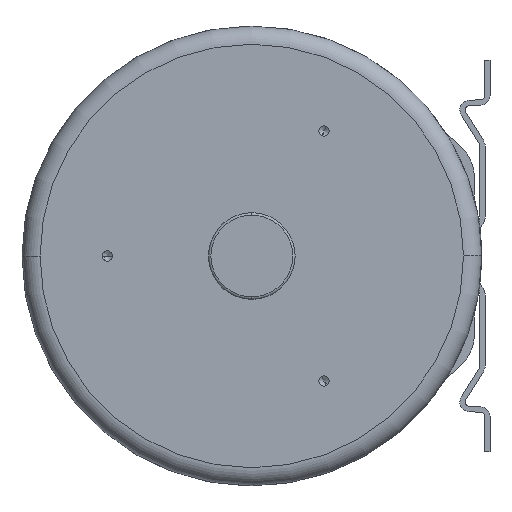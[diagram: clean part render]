
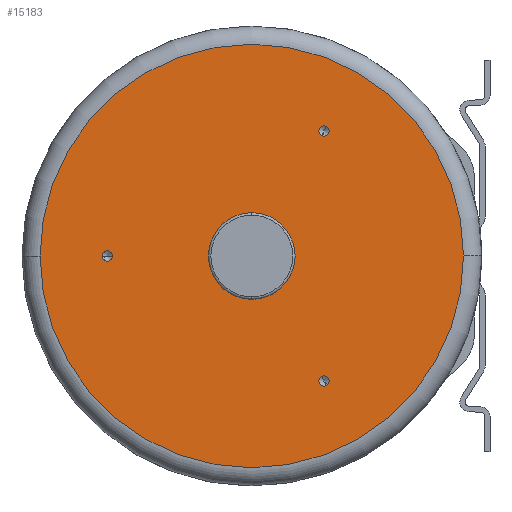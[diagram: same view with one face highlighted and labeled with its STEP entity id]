
A CAD part, left-side view. The second image highlights one B-rep face of the part: STEP entity #15183.
In plain terms, the highlighted planar face has unit normal (-1, 0, 0).
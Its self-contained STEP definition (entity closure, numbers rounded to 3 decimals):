
#315=CARTESIAN_POINT('',(-105.,0.,0.));
#316=DIRECTION('',(-1.,0.,0.));
#317=DIRECTION('',(0.,0.,1.));
#318=AXIS2_PLACEMENT_3D('',#315,#316,#317);
#320=CARTESIAN_POINT('',(-105.,0.,0.));
#321=DIRECTION('',(-1.,0.,0.));
#322=DIRECTION('',(0.,0.,-1.));
#323=AXIS2_PLACEMENT_3D('',#320,#321,#322);
#325=CARTESIAN_POINT('',(-105.,120.,0.));
#326=DIRECTION('',(-1.,0.,0.));
#327=DIRECTION('',(0.,1.,0.));
#328=AXIS2_PLACEMENT_3D('',#325,#326,#327);
#330=CARTESIAN_POINT('',(-105.,120.,0.));
#331=DIRECTION('',(-1.,0.,0.));
#332=DIRECTION('',(0.,-1.,0.));
#333=AXIS2_PLACEMENT_3D('',#330,#331,#332);
#335=CARTESIAN_POINT('',(-105.,-60.,103.923));
#336=DIRECTION('',(-1.,0.,0.));
#337=DIRECTION('',(0.,-0.5,0.866));
#338=AXIS2_PLACEMENT_3D('',#335,#336,#337);
#340=CARTESIAN_POINT('',(-105.,-60.,103.923));
#341=DIRECTION('',(-1.,0.,0.));
#342=DIRECTION('',(0.,0.5,-0.866));
#343=AXIS2_PLACEMENT_3D('',#340,#341,#342);
#345=CARTESIAN_POINT('',(-105.,-60.,-103.923));
#346=DIRECTION('',(-1.,0.,0.));
#347=DIRECTION('',(0.,-0.5,-0.866));
#348=AXIS2_PLACEMENT_3D('',#345,#346,#347);
#350=CARTESIAN_POINT('',(-105.,-60.,-103.923));
#351=DIRECTION('',(-1.,0.,0.));
#352=DIRECTION('',(0.,0.5,0.866));
#353=AXIS2_PLACEMENT_3D('',#350,#351,#352);
#355=CARTESIAN_POINT('',(-105.,0.,0.));
#356=DIRECTION('',(-1.,0.,0.));
#357=DIRECTION('',(0.,1.,0.));
#358=AXIS2_PLACEMENT_3D('',#355,#356,#357);
#360=CARTESIAN_POINT('',(-105.,0.,0.));
#361=DIRECTION('',(-1.,0.,0.));
#362=DIRECTION('',(0.,-1.,0.));
#363=AXIS2_PLACEMENT_3D('',#360,#361,#362);
#12921=CARTESIAN_POINT('',(-105.,124.25,0.));
#12922=CARTESIAN_POINT('',(-105.,115.75,0.));
#12923=VERTEX_POINT('',#12921);
#12924=VERTEX_POINT('',#12922);
#12931=CARTESIAN_POINT('',(-105.,-62.125,107.604));
#12932=CARTESIAN_POINT('',(-105.,-57.875,100.242));
#12933=VERTEX_POINT('',#12931);
#12934=VERTEX_POINT('',#12932);
#12941=CARTESIAN_POINT('',(-105.,-62.125,-107.604));
#12942=CARTESIAN_POINT('',(-105.,-57.875,-100.242));
#12943=VERTEX_POINT('',#12941);
#12944=VERTEX_POINT('',#12942);
#12955=CARTESIAN_POINT('',(-105.,0.,36.));
#12956=CARTESIAN_POINT('',(-105.,0.,-36.));
#12957=VERTEX_POINT('',#12955);
#12958=VERTEX_POINT('',#12956);
#13391=CARTESIAN_POINT('',(-105.,176.,0.));
#13392=CARTESIAN_POINT('',(-105.,-176.,0.));
#13393=VERTEX_POINT('',#13391);
#13394=VERTEX_POINT('',#13392);
#15148=CARTESIAN_POINT('',(-105.,0.,0.));
#15149=DIRECTION('',(1.,0.,0.));
#15150=DIRECTION('',(0.,-1.,0.));
#15151=AXIS2_PLACEMENT_3D('',#15148,#15149,#15150);
#15152=PLANE('',#15151);
#15154=ORIENTED_EDGE('',*,*,#15153,.F.);
#15156=ORIENTED_EDGE('',*,*,#15155,.F.);
#15157=EDGE_LOOP('',(#15154,#15156));
#15158=FACE_OUTER_BOUND('',#15157,.F.);
#15160=ORIENTED_EDGE('',*,*,#15159,.T.);
#15162=ORIENTED_EDGE('',*,*,#15161,.T.);
#15163=EDGE_LOOP('',(#15160,#15162));
#15164=FACE_BOUND('',#15163,.F.);
#15166=ORIENTED_EDGE('',*,*,#15165,.T.);
#15168=ORIENTED_EDGE('',*,*,#15167,.T.);
#15169=EDGE_LOOP('',(#15166,#15168));
#15170=FACE_BOUND('',#15169,.F.);
#15172=ORIENTED_EDGE('',*,*,#15171,.T.);
#15174=ORIENTED_EDGE('',*,*,#15173,.T.);
#15175=EDGE_LOOP('',(#15172,#15174));
#15176=FACE_BOUND('',#15175,.F.);
#15178=ORIENTED_EDGE('',*,*,#15177,.T.);
#15180=ORIENTED_EDGE('',*,*,#15179,.T.);
#15181=EDGE_LOOP('',(#15178,#15180));
#15182=FACE_BOUND('',#15181,.F.);
#15183=ADVANCED_FACE('',(#15158,#15164,#15170,#15176,#15182),#15152,.F.);
#319=CIRCLE('',#318,36.);
#324=CIRCLE('',#323,36.);
#329=CIRCLE('',#328,4.25);
#334=CIRCLE('',#333,4.25);
#339=CIRCLE('',#338,4.25);
#344=CIRCLE('',#343,4.25);
#349=CIRCLE('',#348,4.25);
#354=CIRCLE('',#353,4.25);
#359=CIRCLE('',#358,176.);
#364=CIRCLE('',#363,176.);
#15153=EDGE_CURVE('',#13393,#13394,#359,.T.);
#15155=EDGE_CURVE('',#13394,#13393,#364,.T.);
#15159=EDGE_CURVE('',#12957,#12958,#319,.T.);
#15161=EDGE_CURVE('',#12958,#12957,#324,.T.);
#15165=EDGE_CURVE('',#12923,#12924,#329,.T.);
#15167=EDGE_CURVE('',#12924,#12923,#334,.T.);
#15171=EDGE_CURVE('',#12933,#12934,#339,.T.);
#15173=EDGE_CURVE('',#12934,#12933,#344,.T.);
#15177=EDGE_CURVE('',#12943,#12944,#349,.T.);
#15179=EDGE_CURVE('',#12944,#12943,#354,.T.);
